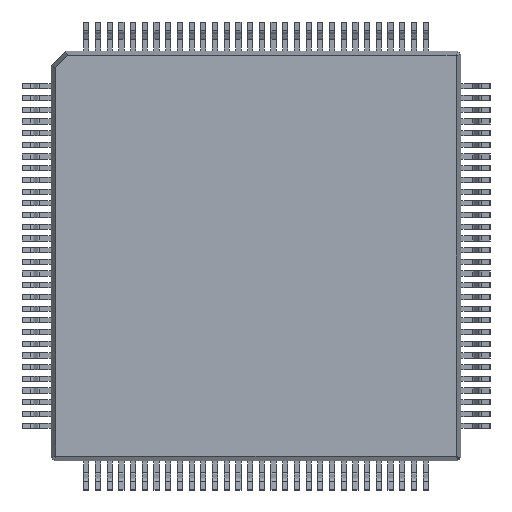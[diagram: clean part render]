
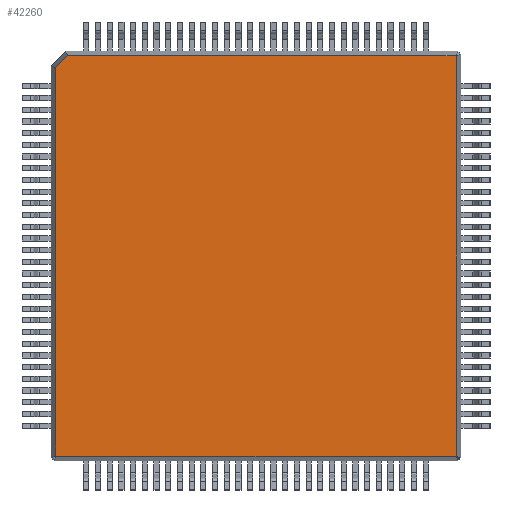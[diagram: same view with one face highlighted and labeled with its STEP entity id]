
A CAD part, front view. The second image highlights one B-rep face of the part: STEP entity #42260.
In plain terms, the highlighted planar face has unit normal (0, -1, 0).
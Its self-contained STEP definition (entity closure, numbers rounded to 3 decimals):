
#16=DIRECTION('',(0.,0.,1.));
#17=VECTOR('',#16,27.351);
#18=CARTESIAN_POINT('',(13.7,0.,-13.676));
#19=LINE('',#18,#17);
#24=DIRECTION('',(0.707,0.,0.707));
#25=VECTOR('',#24,0.034);
#26=CARTESIAN_POINT('',(13.676,0.,-13.7));
#27=LINE('',#26,#25);
#31=DIRECTION('',(1.,0.,0.));
#32=VECTOR('',#31,27.351);
#33=CARTESIAN_POINT('',(-13.676,0.,-13.7));
#34=LINE('',#33,#32);
#38=DIRECTION('',(0.707,0.,-0.707));
#39=VECTOR('',#38,0.034);
#40=CARTESIAN_POINT('',(-13.7,0.,-13.676));
#41=LINE('',#40,#39);
#45=DIRECTION('',(0.,0.,-1.));
#46=VECTOR('',#45,26.551);
#47=CARTESIAN_POINT('',(-13.7,0.,12.876));
#48=LINE('',#47,#46);
#52=DIRECTION('',(-0.707,0.,-0.707));
#53=VECTOR('',#52,1.166);
#54=CARTESIAN_POINT('',(-12.876,0.,13.7));
#55=LINE('',#54,#53);
#59=DIRECTION('',(-1.,0.,0.));
#60=VECTOR('',#59,26.551);
#61=CARTESIAN_POINT('',(13.676,0.,13.7));
#62=LINE('',#61,#60);
#66=DIRECTION('',(-0.707,0.,0.707));
#67=VECTOR('',#66,0.034);
#68=CARTESIAN_POINT('',(13.7,0.,13.676));
#69=LINE('',#68,#67);
#35677=CARTESIAN_POINT('',(13.7,0.,-13.676));
#35678=CARTESIAN_POINT('',(13.7,0.,13.676));
#35679=VERTEX_POINT('',#35677);
#35680=VERTEX_POINT('',#35678);
#35689=CARTESIAN_POINT('',(-13.676,0.,-13.7));
#35690=CARTESIAN_POINT('',(13.676,0.,-13.7));
#35691=VERTEX_POINT('',#35689);
#35692=VERTEX_POINT('',#35690);
#35697=CARTESIAN_POINT('',(-13.7,0.,12.876));
#35698=CARTESIAN_POINT('',(-13.7,0.,-13.676));
#35699=VERTEX_POINT('',#35697);
#35700=VERTEX_POINT('',#35698);
#35701=CARTESIAN_POINT('',(13.676,0.,13.7));
#35702=CARTESIAN_POINT('',(-12.876,0.,13.7));
#35703=VERTEX_POINT('',#35701);
#35704=VERTEX_POINT('',#35702);
#42237=CARTESIAN_POINT('',(0.,0.,0.));
#42238=DIRECTION('',(0.,1.,0.));
#42239=DIRECTION('',(1.,0.,0.));
#42240=AXIS2_PLACEMENT_3D('',#42237,#42238,#42239);
#42241=PLANE('',#42240);
#42243=ORIENTED_EDGE('',*,*,#42242,.F.);
#42245=ORIENTED_EDGE('',*,*,#42244,.F.);
#42247=ORIENTED_EDGE('',*,*,#42246,.F.);
#42249=ORIENTED_EDGE('',*,*,#42248,.F.);
#42251=ORIENTED_EDGE('',*,*,#42250,.F.);
#42253=ORIENTED_EDGE('',*,*,#42252,.F.);
#42255=ORIENTED_EDGE('',*,*,#42254,.F.);
#42257=ORIENTED_EDGE('',*,*,#42256,.F.);
#42258=EDGE_LOOP('',(#42243,#42245,#42247,#42249,#42251,#42253,#42255,#42257));
#42259=FACE_OUTER_BOUND('',#42258,.F.);
#42260=ADVANCED_FACE('',(#42259),#42241,.F.);
#42242=EDGE_CURVE('',#35679,#35680,#19,.T.);
#42244=EDGE_CURVE('',#35692,#35679,#27,.T.);
#42246=EDGE_CURVE('',#35691,#35692,#34,.T.);
#42248=EDGE_CURVE('',#35700,#35691,#41,.T.);
#42250=EDGE_CURVE('',#35699,#35700,#48,.T.);
#42252=EDGE_CURVE('',#35704,#35699,#55,.T.);
#42254=EDGE_CURVE('',#35703,#35704,#62,.T.);
#42256=EDGE_CURVE('',#35680,#35703,#69,.T.);
